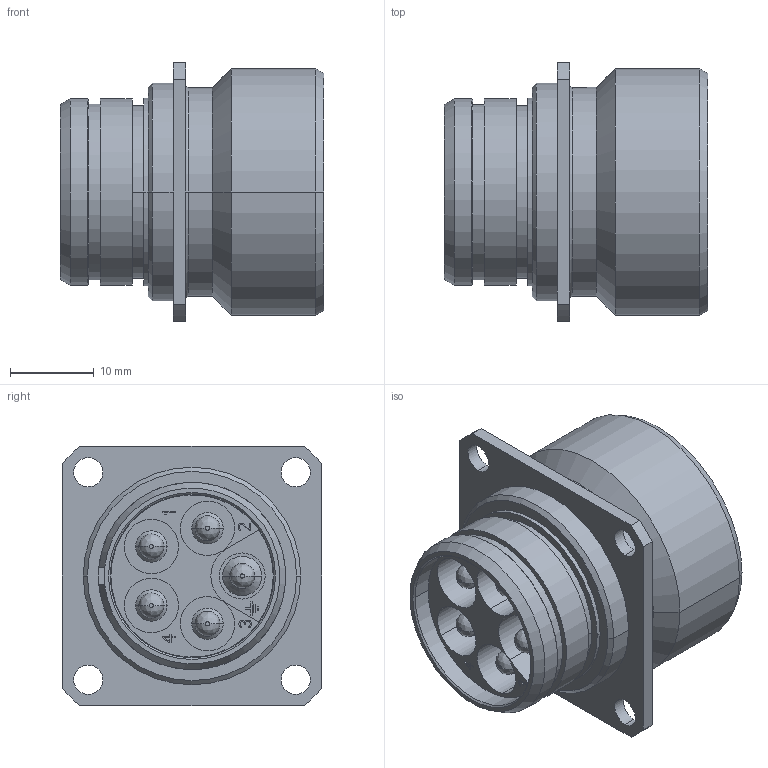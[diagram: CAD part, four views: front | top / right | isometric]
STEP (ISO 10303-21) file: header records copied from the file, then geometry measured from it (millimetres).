
FILE_DESCRIPTION((''),'2;1');
FILE_NAME('1331ER405MS','2024-08-23T08:31:53',('paultorloting'),('NET AG system integration'),'CREO PARAMETRIC BY PTC INC, 2021404','CREO PARAMETRIC BY PTC INC, 2021404','');
FILE_SCHEMA(('AUTOMOTIVE_DESIGN { 1 0 10303 214 1 1 1 1 }'));
Length unit declared in the file: millimetre
Products named in the file (1): 1331ER405MS
Bounding box: 31.5 x 31 x 31 mm (x, y, z)
Volume: 11871.7 mm3; surface area: 11472.1 mm2
Topology: 1 solids, 1 shells, 460 faces, 1126 edges, 718 vertices
Faces by surface type: plane 216, cylinder 152, cone 55, torus 21, bspline 16
Entity records: 21717 total; most frequent: CARTESIAN_POINT 7320, DIRECTION 2315, ORIENTED_EDGE 2252, EDGE_CURVE 1126, AXIS2_PLACEMENT_3D 826, VERTEX_POINT 718, VECTOR 660, LINE 660
